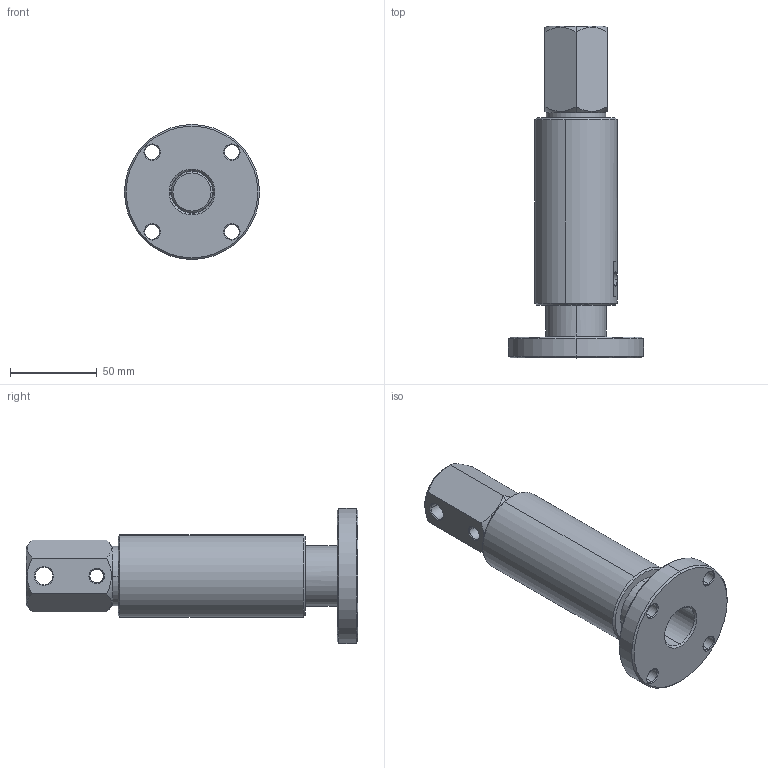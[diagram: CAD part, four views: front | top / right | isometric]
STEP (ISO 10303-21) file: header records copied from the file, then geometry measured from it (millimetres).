
FILE_DESCRIPTION (( 'STEP AP214' ), '1' );
FILE_NAME ('M80-3.STEP', '2020-04-29T09:49:50', ( '' ), ( '' ), 'SwSTEP 2.0', 'SolidWorks 2015', '' );
FILE_SCHEMA (( 'AUTOMOTIVE_DESIGN' ));
Length unit declared in the file: millimetre
Products named in the file (6): M80-5-5; M80-5-4; M80-3-3; M80-3-2; M80-3-1; M80-3
Assembly tree (6 placements, depth 2):
  M80-3
    M80-3-1
    M80-3-2
    M80-3-3
    M80-5-4
    M80-5-5  x2
Bounding box: 78 x 191.6 x 78 mm (x, y, z)
Volume: 304435.9 mm3; surface area: 89589 mm2
Topology: 6 solids, 6 shells, 168 faces, 370 edges, 222 vertices
Faces by surface type: cone 56, cylinder 54, plane 46, bspline 12
Entity records: 10964 total; most frequent: CARTESIAN_POINT 7171, DIRECTION 748, ORIENTED_EDGE 716, EDGE_CURVE 358, AXIS2_PLACEMENT_3D 299, VERTEX_POINT 214, EDGE_LOOP 194, ADVANCED_FACE 162
